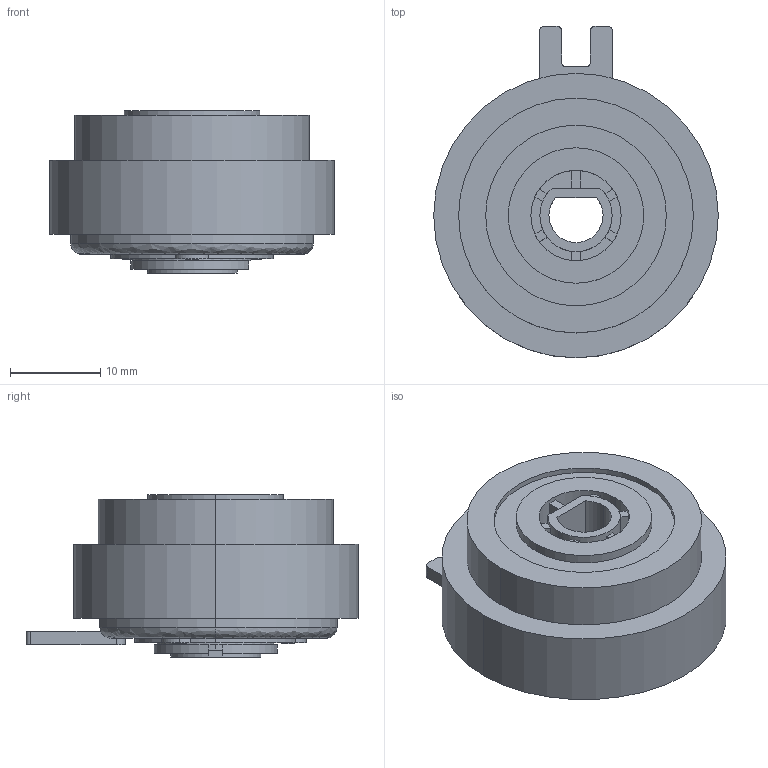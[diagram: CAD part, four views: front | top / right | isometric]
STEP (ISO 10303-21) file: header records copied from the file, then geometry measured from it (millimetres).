
FILE_DESCRIPTION (( 'STEP AP203' ), '1' );
FILE_NAME ('MIC 3.5T_25700000_電磁マイクロクラッチ組立.STEP', '2016-03-31T01:00:20', ( ' ' ), ( '' ), 'SwSTEP 2.0', 'SolidWorks 2009', '' );
FILE_SCHEMA (( 'CONFIG_CONTROL_DESIGN' ));
Length unit declared in the file: millimetre
Products named in the file (1): MIC 3.5T_25700000_電磁マイクロクラッチ組立
Bounding box: 31.5 x 36.75 x 18 mm (x, y, z)
Volume: 10020.1 mm3; surface area: 4236.4 mm2
Topology: 1 solids, 1 shells, 160 faces, 431 edges, 284 vertices
Faces by surface type: plane 84, cylinder 72, bspline 3, torus 1
Entity records: 5220 total; most frequent: CARTESIAN_POINT 962, DIRECTION 923, ORIENTED_EDGE 862, EDGE_CURVE 431, AXIS2_PLACEMENT_3D 341, VERTEX_POINT 284, VECTOR 241, LINE 241
